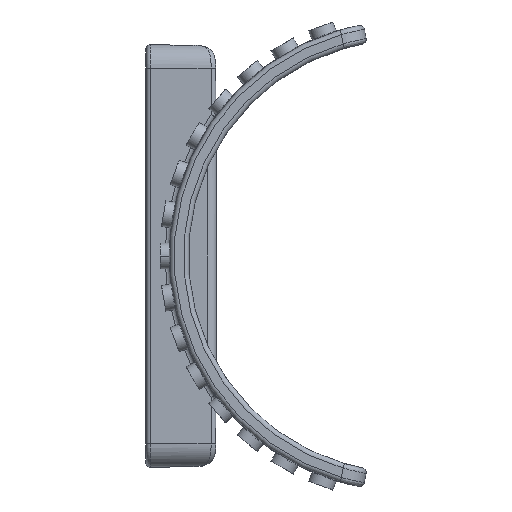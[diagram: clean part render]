
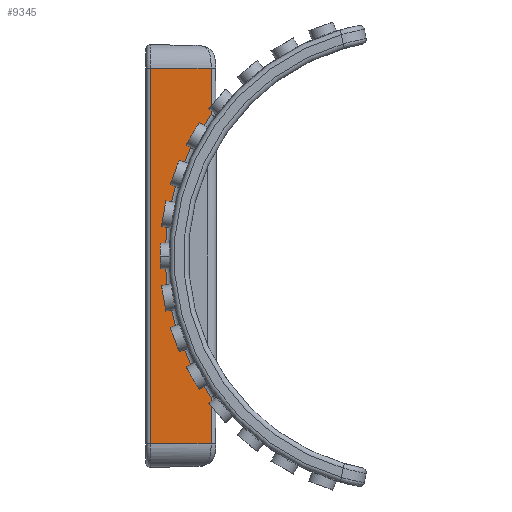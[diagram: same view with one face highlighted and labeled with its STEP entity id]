
A CAD part, left-side view. The second image highlights one B-rep face of the part: STEP entity #9345.
In plain terms, the highlighted planar face has unit normal (-1, 0, 0).
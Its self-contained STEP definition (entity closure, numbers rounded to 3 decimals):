
#224 = VERTEX_POINT ( 'NONE', #9746 ) ;
#507 = VERTEX_POINT ( 'NONE', #9482 ) ;
#676 = VECTOR ( 'NONE', #3275, 1000. ) ;
#899 = AXIS2_PLACEMENT_3D ( 'NONE', #1550, #16410, #6629 ) ;
#1266 = ORIENTED_EDGE ( 'NONE', *, *, #2725, .T. ) ;
#1267 = VERTEX_POINT ( 'NONE', #1288 ) ;
#1288 = CARTESIAN_POINT ( 'NONE',  ( 35., 14., 40. ) ) ;
#1550 = CARTESIAN_POINT ( 'NONE',  ( 35., 10., -45. ) ) ;
#2139 = EDGE_CURVE ( 'NONE', #224, #10162, #13831, .T. ) ;
#2475 = ORIENTED_EDGE ( 'NONE', *, *, #10082, .T. ) ;
#2725 = EDGE_CURVE ( 'NONE', #1267, #507, #11973, .T. ) ;
#3156 = VECTOR ( 'NONE', #8403, 1000. ) ;
#3275 = DIRECTION ( 'NONE',  ( 0., -1., 0. ) ) ;
#3330 = CARTESIAN_POINT ( 'NONE',  ( 35., 15., 40. ) ) ;
#4040 = PLANE ( 'NONE',  #899 ) ;
#4130 = VERTEX_POINT ( 'NONE', #15290 ) ;
#4314 = AXIS2_PLACEMENT_3D ( 'NONE', #9353, #11667, #5476 ) ;
#4844 = LINE ( 'NONE', #8500, #9936 ) ;
#5476 = DIRECTION ( 'NONE',  ( 0., 0., 1. ) ) ;
#5910 = DIRECTION ( 'NONE',  ( 0., 0., 1. ) ) ;
#6080 = LINE ( 'NONE', #10863, #11257 ) ;
#6556 = FACE_OUTER_BOUND ( 'NONE', #12862, .T. ) ;
#6629 = DIRECTION ( 'NONE',  ( 0., 0., 1. ) ) ;
#7111 = CARTESIAN_POINT ( 'NONE',  ( 35., 14., -45. ) ) ;
#7770 = LINE ( 'NONE', #12804, #676 ) ;
#8184 = ORIENTED_EDGE ( 'NONE', *, *, #16333, .T. ) ;
#8403 = DIRECTION ( 'NONE',  ( 0., 1., 0. ) ) ;
#8500 = CARTESIAN_POINT ( 'NONE',  ( 35., 1.127, -45. ) ) ;
#9345 = ADVANCED_FACE ( 'NONE', ( #6556 ), #4040, .T. ) ;
#9353 = CARTESIAN_POINT ( 'NONE',  ( 35., -40., 0. ) ) ;
#9482 = CARTESIAN_POINT ( 'NONE',  ( 35., 14., -40. ) ) ;
#9746 = CARTESIAN_POINT ( 'NONE',  ( 35., 1.127, -30.159 ) ) ;
#9936 = VECTOR ( 'NONE', #13528, 1000. ) ;
#10082 = EDGE_CURVE ( 'NONE', #4130, #224, #4844, .T. ) ;
#10098 = VERTEX_POINT ( 'NONE', #12621 ) ;
#10162 = VERTEX_POINT ( 'NONE', #15294 ) ;
#10430 = EDGE_CURVE ( 'NONE', #10162, #10098, #6080, .T. ) ;
#10751 = ORIENTED_EDGE ( 'NONE', *, *, #10907, .T. ) ;
#10863 = CARTESIAN_POINT ( 'NONE',  ( 35., 1.127, -45. ) ) ;
#10907 = EDGE_CURVE ( 'NONE', #507, #4130, #7770, .T. ) ;
#11257 = VECTOR ( 'NONE', #5910, 1000. ) ;
#11588 = VECTOR ( 'NONE', #14727, 1000. ) ;
#11667 = DIRECTION ( 'NONE',  ( 1., 0., 0. ) ) ;
#11973 = LINE ( 'NONE', #7111, #11588 ) ;
#12015 = ORIENTED_EDGE ( 'NONE', *, *, #10430, .T. ) ;
#12151 = ORIENTED_EDGE ( 'NONE', *, *, #2139, .T. ) ;
#12621 = CARTESIAN_POINT ( 'NONE',  ( 35., 1.127, 40. ) ) ;
#12804 = CARTESIAN_POINT ( 'NONE',  ( 35., 10., -40. ) ) ;
#12862 = EDGE_LOOP ( 'NONE', ( #2475, #12151, #12015, #8184, #1266, #10751 ) ) ;
#13528 = DIRECTION ( 'NONE',  ( 0., 0., 1. ) ) ;
#13831 = CIRCLE ( 'NONE', #4314, 51. ) ;
#14727 = DIRECTION ( 'NONE',  ( 0., 0., -1. ) ) ;
#15290 = CARTESIAN_POINT ( 'NONE',  ( 35., 1.127, -40. ) ) ;
#15294 = CARTESIAN_POINT ( 'NONE',  ( 35., 1.127, 30.159 ) ) ;
#15927 = LINE ( 'NONE', #3330, #3156 ) ;
#16333 = EDGE_CURVE ( 'NONE', #10098, #1267, #15927, .T. ) ;
#16410 = DIRECTION ( 'NONE',  ( -1., 0., 0. ) ) ;
